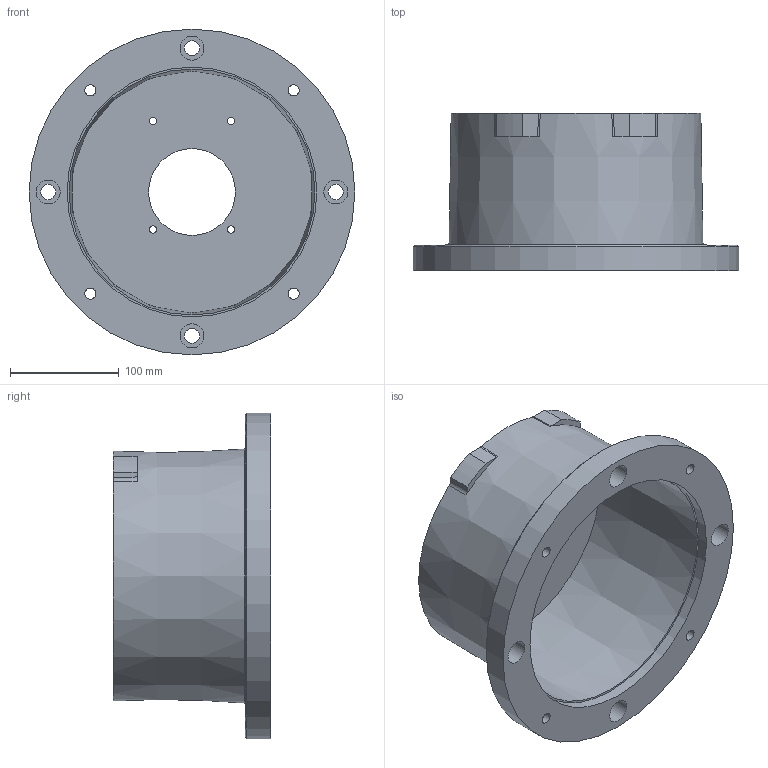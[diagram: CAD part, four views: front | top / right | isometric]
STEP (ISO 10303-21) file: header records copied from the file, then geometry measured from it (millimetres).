
FILE_DESCRIPTION(/* description */ (''),/* implementation_level */ '2;1');
FILE_NAME(/* name */ 'LMG300MFSZFR4S.stp',/* time_stamp */ '2020-03-27T09:51:56+01:00',/* author */ ('cad16'),/* organization */ (''),/* preprocessor_version */ 'ST-DEVELOPER v17.2',/* originating_system */ 'Autodesk Inventor 2019',/* authorisation */ '');
FILE_SCHEMA (('AUTOMOTIVE_DESIGN { 1 0 10303 214 3 1 1 }'));
Length unit declared in the file: millimetre
Products named in the file (1): LMC300MFSZFR4S
Bounding box: 300 x 145 x 300 mm (x, y, z)
Volume: 1356471.5 mm3; surface area: 344767.1 mm2
Topology: 1 solids, 1 shells, 45 faces, 131 edges, 96 vertices
Faces by surface type: cylinder 22, plane 16, bspline 4, cone 3
Full cylindrical faces by diameter (mm): 6.647 x4, 10.106 x4, 14 x4, 22 x4, 80 x1, 230 x1, 235 x1, 300 x1
Entity records: 1886 total; most frequent: CARTESIAN_POINT 537, DIRECTION 279, ORIENTED_EDGE 262, EDGE_CURVE 131, AXIS2_PLACEMENT_3D 122, VERTEX_POINT 96, CIRCLE 80, EDGE_LOOP 79
